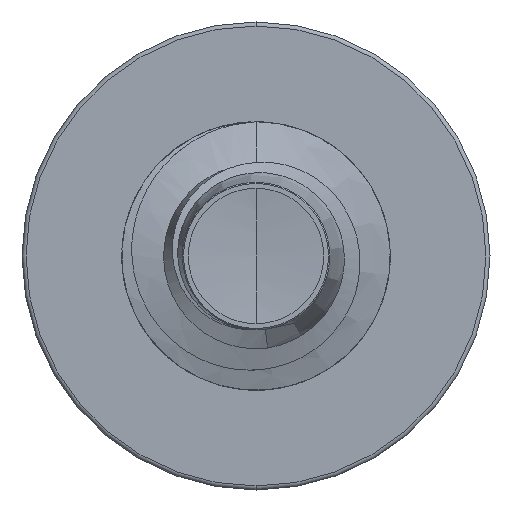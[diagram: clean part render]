
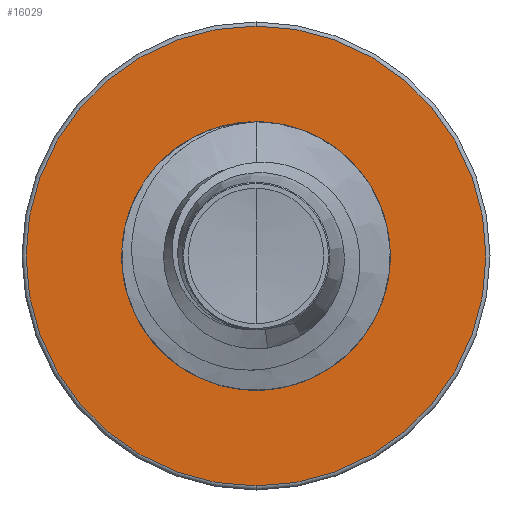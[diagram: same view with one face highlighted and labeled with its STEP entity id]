
A CAD part, front view. The second image highlights one B-rep face of the part: STEP entity #16029.
In plain terms, the highlighted planar face has unit normal (0, -1, 0).
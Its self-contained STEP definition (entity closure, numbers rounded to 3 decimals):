
#1302 = PLANE ( 'NONE',  #11526 ) ;
#2172 = CIRCLE ( 'NONE', #8406, 2.998 ) ;
#2204 = EDGE_CURVE ( 'NONE', #17179, #7344, #13252, .T. ) ;
#3311 = DIRECTION ( 'NONE',  ( 0., 1., 0. ) ) ;
#3536 = EDGE_LOOP ( 'NONE', ( #16625, #6478 ) ) ;
#3792 = FACE_BOUND ( 'NONE', #3536, .T. ) ;
#3888 = CARTESIAN_POINT ( 'NONE',  ( 0., 9., 0. ) ) ;
#3900 = VERTEX_POINT ( 'NONE', #10962 ) ;
#5059 = DIRECTION ( 'NONE',  ( 0., 1., 0. ) ) ;
#6478 = ORIENTED_EDGE ( 'NONE', *, *, #13751, .T. ) ;
#7007 = DIRECTION ( 'NONE',  ( 0., 0., 1. ) ) ;
#7023 = DIRECTION ( 'NONE',  ( 0., 1., 0. ) ) ;
#7344 = VERTEX_POINT ( 'NONE', #14491 ) ;
#7509 = DIRECTION ( 'NONE',  ( 0., 1., 0. ) ) ;
#7613 = AXIS2_PLACEMENT_3D ( 'NONE', #3888, #7023, #7007 ) ;
#8022 = CARTESIAN_POINT ( 'NONE',  ( 0., 9., -2.997 ) ) ;
#8060 = FACE_OUTER_BOUND ( 'NONE', #9265, .T. ) ;
#8406 = AXIS2_PLACEMENT_3D ( 'NONE', #13221, #5059, #14425 ) ;
#8835 = DIRECTION ( 'NONE',  ( 0., 0., 1. ) ) ;
#8840 = DIRECTION ( 'NONE',  ( 0., 1., 0. ) ) ;
#8861 = CARTESIAN_POINT ( 'NONE',  ( 0., 9., 0. ) ) ;
#9265 = EDGE_LOOP ( 'NONE', ( #16757, #14496 ) ) ;
#10008 = AXIS2_PLACEMENT_3D ( 'NONE', #8861, #8840, #8835 ) ;
#10149 = CARTESIAN_POINT ( 'NONE',  ( 0., 9., 1.722 ) ) ;
#10962 = CARTESIAN_POINT ( 'NONE',  ( 0., 9., -1.722 ) ) ;
#11526 = AXIS2_PLACEMENT_3D ( 'NONE', #18070, #3311, #13286 ) ;
#12624 = AXIS2_PLACEMENT_3D ( 'NONE', #15174, #7509, #16450 ) ;
#13221 = CARTESIAN_POINT ( 'NONE',  ( 0., 9., 0. ) ) ;
#13252 = CIRCLE ( 'NONE', #7613, 2.998 ) ;
#13286 = DIRECTION ( 'NONE',  ( 0., 0., 1. ) ) ;
#13751 = EDGE_CURVE ( 'NONE', #3900, #14443, #17224, .T. ) ;
#14425 = DIRECTION ( 'NONE',  ( 0., 0., 1. ) ) ;
#14443 = VERTEX_POINT ( 'NONE', #10149 ) ;
#14491 = CARTESIAN_POINT ( 'NONE',  ( 0., 9., 2.998 ) ) ;
#14496 = ORIENTED_EDGE ( 'NONE', *, *, #2204, .F. ) ;
#14658 = EDGE_CURVE ( 'NONE', #7344, #17179, #2172, .T. ) ;
#15174 = CARTESIAN_POINT ( 'NONE',  ( 0., 9., 0. ) ) ;
#15863 = EDGE_CURVE ( 'NONE', #14443, #3900, #17487, .T. ) ;
#16029 = ADVANCED_FACE ( 'NONE', ( #8060, #3792 ), #1302, .F. ) ;
#16450 = DIRECTION ( 'NONE',  ( 0., 0., 1. ) ) ;
#16625 = ORIENTED_EDGE ( 'NONE', *, *, #15863, .T. ) ;
#16757 = ORIENTED_EDGE ( 'NONE', *, *, #14658, .F. ) ;
#17179 = VERTEX_POINT ( 'NONE', #8022 ) ;
#17224 = CIRCLE ( 'NONE', #10008, 1.722 ) ;
#17487 = CIRCLE ( 'NONE', #12624, 1.722 ) ;
#18070 = CARTESIAN_POINT ( 'NONE',  ( 0., 9., -1.722 ) ) ;
